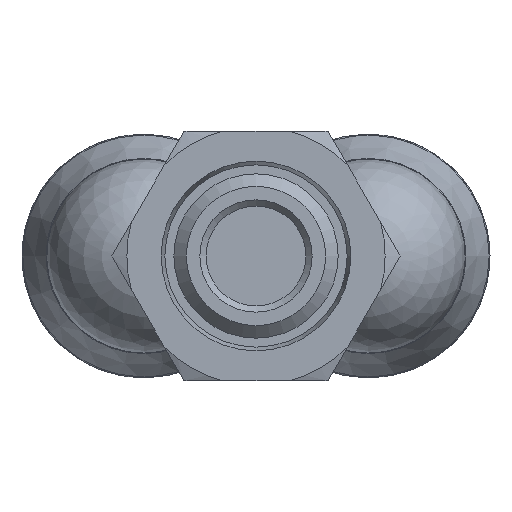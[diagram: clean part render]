
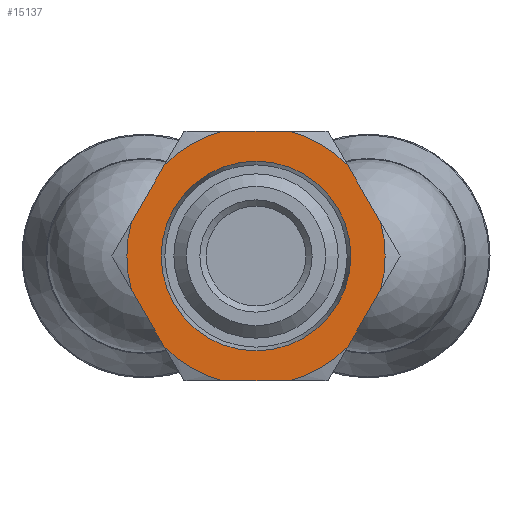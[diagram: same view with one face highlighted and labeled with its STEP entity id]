
A CAD part, front view. The second image highlights one B-rep face of the part: STEP entity #15137.
In plain terms, the highlighted face is planar.
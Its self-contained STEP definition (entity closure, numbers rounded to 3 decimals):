
#14683=CARTESIAN_POINT('',(-22.3,0.0,-7.6));
#14684=VERTEX_POINT('',#14683);
#14685=CARTESIAN_POINT('',(-22.3,0.0,0.0));
#14686=DIRECTION('',(1.0,0.0,0.0));
#14687=DIRECTION('',(0.0,0.0,-1.0));
#14688=AXIS2_PLACEMENT_3D('',#14685,#14686,#14687);
#14689=CIRCLE('',#14688,7.6);
#14690=EDGE_CURVE('',#14684,#14684,#14689,.T.);
#14808=CARTESIAN_POINT('',(-22.3,-9.989,2.699));
#14809=VERTEX_POINT('',#14808);
#14825=CARTESIAN_POINT('',(-22.3,-9.989,-2.699));
#14826=VERTEX_POINT('',#14825);
#14827=CARTESIAN_POINT('',(-22.3,0.,0.0));
#14828=DIRECTION('',(-1.0,0.0,0.0));
#14829=DIRECTION('',(0.0,1.0,0.0));
#14830=AXIS2_PLACEMENT_3D('',#14827,#14828,#14829);
#14831=CIRCLE('',#14830,10.347);
#14832=EDGE_CURVE('',#14826,#14809,#14831,.T.);
#14857=CARTESIAN_POINT('',(-22.3,-7.332,7.301));
#14858=VERTEX_POINT('',#14857);
#14872=CARTESIAN_POINT('',(-22.3,-2.657,10.));
#14873=VERTEX_POINT('',#14872);
#14887=CARTESIAN_POINT('',(-22.3,0.,0.0));
#14888=DIRECTION('',(-1.0,0.0,0.0));
#14889=DIRECTION('',(0.0,1.0,0.0));
#14890=AXIS2_PLACEMENT_3D('',#14887,#14888,#14889);
#14891=CIRCLE('',#14890,10.347);
#14892=EDGE_CURVE('',#14858,#14873,#14891,.T.);
#14904=CARTESIAN_POINT('',(-22.3,2.657,10.));
#14905=VERTEX_POINT('',#14904);
#14919=CARTESIAN_POINT('',(-22.3,7.332,7.301));
#14920=VERTEX_POINT('',#14919);
#14934=CARTESIAN_POINT('',(-22.3,0.,0.0));
#14935=DIRECTION('',(-1.0,0.0,0.0));
#14936=DIRECTION('',(0.0,1.0,0.0));
#14937=AXIS2_PLACEMENT_3D('',#14934,#14935,#14936);
#14938=CIRCLE('',#14937,10.347);
#14939=EDGE_CURVE('',#14905,#14920,#14938,.T.);
#14949=CARTESIAN_POINT('',(-22.3,-7.332,-7.301));
#14950=VERTEX_POINT('',#14949);
#14966=CARTESIAN_POINT('',(-22.3,-2.657,-10.));
#14967=VERTEX_POINT('',#14966);
#14968=CARTESIAN_POINT('',(-22.3,0.,0.0));
#14969=DIRECTION('',(-1.0,0.0,0.0));
#14970=DIRECTION('',(0.0,1.0,0.0));
#14971=AXIS2_PLACEMENT_3D('',#14968,#14969,#14970);
#14972=CIRCLE('',#14971,10.347);
#14973=EDGE_CURVE('',#14967,#14950,#14972,.T.);
#14996=CARTESIAN_POINT('',(-22.3,2.657,-10.));
#14997=VERTEX_POINT('',#14996);
#15013=CARTESIAN_POINT('',(-22.3,7.332,-7.301));
#15014=VERTEX_POINT('',#15013);
#15015=CARTESIAN_POINT('',(-22.3,0.,0.0));
#15016=DIRECTION('',(-1.0,0.0,0.0));
#15017=DIRECTION('',(0.0,1.0,0.0));
#15018=AXIS2_PLACEMENT_3D('',#15015,#15016,#15017);
#15019=CIRCLE('',#15018,10.347);
#15020=EDGE_CURVE('',#15014,#14997,#15019,.T.);
#15045=CARTESIAN_POINT('',(-22.3,9.989,2.699));
#15046=VERTEX_POINT('',#15045);
#15060=CARTESIAN_POINT('',(-22.3,9.989,-2.699));
#15061=VERTEX_POINT('',#15060);
#15075=CARTESIAN_POINT('',(-22.3,0.,0.0));
#15076=DIRECTION('',(-1.0,0.0,0.0));
#15077=DIRECTION('',(0.0,1.0,0.0));
#15078=AXIS2_PLACEMENT_3D('',#15075,#15076,#15077);
#15079=CIRCLE('',#15078,10.347);
#15080=EDGE_CURVE('',#15046,#15061,#15079,.T.);
#15085=CARTESIAN_POINT('',(-22.3,7.8,0.0));
#15086=DIRECTION('',(-1.0,0.0,0.0));
#15087=DIRECTION('',(0.0,0.0,1.0));
#15088=AXIS2_PLACEMENT_3D('',#15085,#15086,#15087);
#15089=PLANE('',#15088);
#15090=ORIENTED_EDGE('',*,*,#15080,.T.);
#15091=CARTESIAN_POINT('',(-22.3,7.332,-7.301));
#15092=DIRECTION('',(0.0,0.5,0.866));
#15093=VECTOR('',#15092,5.314);
#15094=LINE('',#15091,#15093);
#15095=EDGE_CURVE('',#15014,#15061,#15094,.T.);
#15096=ORIENTED_EDGE('',*,*,#15095,.F.);
#15097=ORIENTED_EDGE('',*,*,#15020,.T.);
#15098=CARTESIAN_POINT('',(-22.3,-2.657,-10.));
#15099=DIRECTION('',(0.0,1.0,0.0));
#15100=VECTOR('',#15099,5.314);
#15101=LINE('',#15098,#15100);
#15102=EDGE_CURVE('',#14967,#14997,#15101,.T.);
#15103=ORIENTED_EDGE('',*,*,#15102,.F.);
#15104=ORIENTED_EDGE('',*,*,#14973,.T.);
#15105=CARTESIAN_POINT('',(-22.3,-9.989,-2.699));
#15106=DIRECTION('',(0.0,0.5,-0.866));
#15107=VECTOR('',#15106,5.314);
#15108=LINE('',#15105,#15107);
#15109=EDGE_CURVE('',#14826,#14950,#15108,.T.);
#15110=ORIENTED_EDGE('',*,*,#15109,.F.);
#15111=ORIENTED_EDGE('',*,*,#14832,.T.);
#15112=CARTESIAN_POINT('',(-22.3,-7.332,7.301));
#15113=DIRECTION('',(0.0,-0.5,-0.866));
#15114=VECTOR('',#15113,5.314);
#15115=LINE('',#15112,#15114);
#15116=EDGE_CURVE('',#14858,#14809,#15115,.T.);
#15117=ORIENTED_EDGE('',*,*,#15116,.F.);
#15118=ORIENTED_EDGE('',*,*,#14892,.T.);
#15119=CARTESIAN_POINT('',(-22.3,2.657,10.));
#15120=DIRECTION('',(0.0,-1.0,0.0));
#15121=VECTOR('',#15120,5.314);
#15122=LINE('',#15119,#15121);
#15123=EDGE_CURVE('',#14905,#14873,#15122,.T.);
#15124=ORIENTED_EDGE('',*,*,#15123,.F.);
#15125=ORIENTED_EDGE('',*,*,#14939,.T.);
#15126=CARTESIAN_POINT('',(-22.3,9.989,2.699));
#15127=DIRECTION('',(0.0,-0.5,0.866));
#15128=VECTOR('',#15127,5.314);
#15129=LINE('',#15126,#15128);
#15130=EDGE_CURVE('',#15046,#14920,#15129,.T.);
#15131=ORIENTED_EDGE('',*,*,#15130,.F.);
#15132=EDGE_LOOP('',(#15090,#15096,#15097,#15103,#15104,#15110,#15111,#15117,#15118,#15124,#15125,#15131));
#15133=FACE_OUTER_BOUND('',#15132,.T.);
#15134=ORIENTED_EDGE('',*,*,#14690,.T.);
#15135=EDGE_LOOP('',(#15134));
#15136=FACE_BOUND('',#15135,.T.);
#15137=ADVANCED_FACE('',(#15133,#15136),#15089,.T.);
